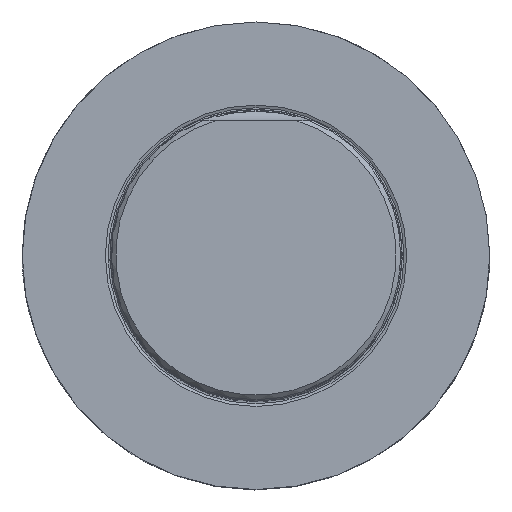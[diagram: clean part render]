
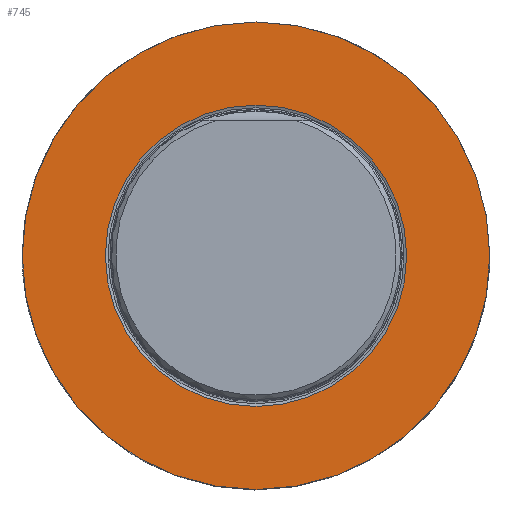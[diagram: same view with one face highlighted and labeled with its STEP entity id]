
A CAD part, top view. The second image highlights one B-rep face of the part: STEP entity #745.
In plain terms, the highlighted face is planar.
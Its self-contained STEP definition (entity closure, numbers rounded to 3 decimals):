
#217=FACE_BOUND('',#1738,.T.);
#218=FACE_BOUND('',#1739,.T.);
#745=ADVANCED_FACE('TB_IB_SU_5',(#217,#218),#1156,.T.);
#1156=PLANE('',#7419);
#1738=EDGE_LOOP('',(#3604));
#1739=EDGE_LOOP('',(#3605));
#3604=ORIENTED_EDGE('',*,*,#6257,.F.);
#3605=ORIENTED_EDGE('',*,*,#6248,.T.);
#5562=VERTEX_POINT('',#14358);
#5569=VERTEX_POINT('',#14438);
#6248=EDGE_CURVE('',#5562,#5562,#7152,.T.);
#6257=EDGE_CURVE('',#5569,#5569,#7153,.T.);
#7152=CIRCLE('',#7414,40.);
#7153=CIRCLE('',#7418,25.775);
#7414=AXIS2_PLACEMENT_3D('',#14357,#8235,#8236);
#7418=AXIS2_PLACEMENT_3D('',#14437,#8243,#8244);
#7419=AXIS2_PLACEMENT_3D('',#14439,#8245,#8246);
#8235=DIRECTION('',(0.,1.,0.));
#8236=DIRECTION('',(0.,0.,1.));
#8243=DIRECTION('',(0.,1.,0.));
#8244=DIRECTION('',(0.,0.,1.));
#8245=DIRECTION('',(0.,1.,0.));
#8246=DIRECTION('',(0.,0.,1.));
#14357=CARTESIAN_POINT('',(0.,0.,0.));
#14358=CARTESIAN_POINT('',(0.,0.,40.));
#14437=CARTESIAN_POINT('',(0.,0.,0.));
#14438=CARTESIAN_POINT('',(0.,0.,25.775));
#14439=CARTESIAN_POINT('',(0.,0.,0.));
